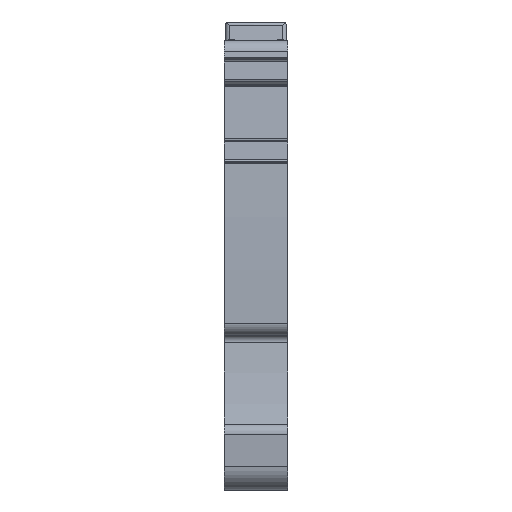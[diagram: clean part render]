
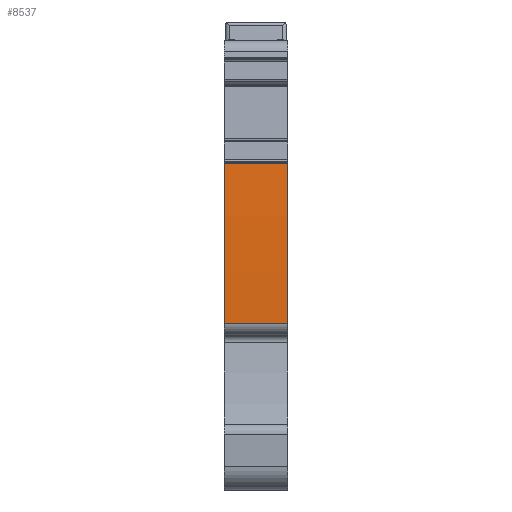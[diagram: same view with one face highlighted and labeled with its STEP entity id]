
A CAD part, front view. The second image highlights one B-rep face of the part: STEP entity #8537.
In plain terms, the highlighted cylindrical face has radius 154.9 mm (diameter 309.8 mm), a partial arc.
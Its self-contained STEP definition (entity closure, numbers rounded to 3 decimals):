
#2129=AXIS2_PLACEMENT_3D('Circle Axis2P3D',#2127,#2128,$) ;
#2136=AXIS2_PLACEMENT_3D('Circle Axis2P3D',#2134,#2135,$) ;
#4717=AXIS2_PLACEMENT_3D('Circle Axis2P3D',#4715,#4716,$) ;
#4724=AXIS2_PLACEMENT_3D('Circle Axis2P3D',#4722,#4723,$) ;
#7956=AXIS2_PLACEMENT_3D('Cylinder Axis2P3D',#7953,#7954,#7955) ;
#2124=CARTESIAN_POINT('Vertex',(5.1,1.761,26.266)) ;
#2127=CARTESIAN_POINT('Axis2P3D Location',(5.1,156.387,17.05)) ;
#2131=CARTESIAN_POINT('Vertex',(5.1,1.528,13.45)) ;
#2134=CARTESIAN_POINT('Axis2P3D Location',(5.1,156.376,17.05)) ;
#2138=CARTESIAN_POINT('Vertex',(5.1,1.529,13.427)) ;
#4712=CARTESIAN_POINT('Vertex',(0.,1.529,13.427)) ;
#4715=CARTESIAN_POINT('Axis2P3D Location',(0.,2.529,13.45)) ;
#4719=CARTESIAN_POINT('Vertex',(0.,1.528,13.45)) ;
#4722=CARTESIAN_POINT('Axis2P3D Location',(0.,156.387,17.05)) ;
#4726=CARTESIAN_POINT('Vertex',(0.,1.761,26.266)) ;
#7953=CARTESIAN_POINT('Axis2P3D Location',(2.55,156.387,17.05)) ;
#8511=CARTESIAN_POINT('Line Origine',(2.55,1.761,26.266)) ;
#8524=CARTESIAN_POINT('Line Origine',(2.55,1.529,13.427)) ;
#2128=DIRECTION('Axis2P3D Direction',(1.,0.,0.)) ;
#2135=DIRECTION('Axis2P3D Direction',(1.,0.,0.)) ;
#4716=DIRECTION('Axis2P3D Direction',(1.,0.,0.)) ;
#4723=DIRECTION('Axis2P3D Direction',(1.,0.,0.)) ;
#7954=DIRECTION('Axis2P3D Direction',(1.,0.,0.)) ;
#7955=DIRECTION('Axis2P3D XDirection',(0.,-0.993,0.118)) ;
#8512=DIRECTION('Vector Direction',(1.,0.,0.)) ;
#8525=DIRECTION('Vector Direction',(1.,0.,0.)) ;
#8513=VECTOR('Line Direction',#8512,1.) ;
#8526=VECTOR('Line Direction',#8525,1.) ;
#8530=ORIENTED_EDGE('',*,*,#4728,.T.) ;
#8531=ORIENTED_EDGE('',*,*,#4721,.T.) ;
#8532=ORIENTED_EDGE('',*,*,#8528,.T.) ;
#8533=ORIENTED_EDGE('',*,*,#2140,.F.) ;
#8534=ORIENTED_EDGE('',*,*,#2133,.F.) ;
#8535=ORIENTED_EDGE('',*,*,#8515,.F.) ;
#8537=ADVANCED_FACE('MLD',(#8536),#7957,.T.) ;
#2130=CIRCLE('generated circle',#2129,154.9) ;
#2137=CIRCLE('generated circle',#2136,154.89) ;
#4718=CIRCLE('generated circle',#4717,1.) ;
#4725=CIRCLE('generated circle',#4724,154.9) ;
#7957=CYLINDRICAL_SURFACE('generated cylinder',#7956,154.9) ;
#2133=EDGE_CURVE('',#2125,#2132,#2130,.T.) ;
#2140=EDGE_CURVE('',#2132,#2139,#2137,.T.) ;
#4721=EDGE_CURVE('',#4720,#4713,#4718,.T.) ;
#4728=EDGE_CURVE('',#4727,#4720,#4725,.T.) ;
#8515=EDGE_CURVE('',#4727,#2125,#8514,.T.) ;
#8528=EDGE_CURVE('',#4713,#2139,#8527,.T.) ;
#8529=EDGE_LOOP('',(#8530,#8531,#8532,#8533,#8534,#8535)) ;
#8536=FACE_OUTER_BOUND('',#8529,.T.) ;
#8514=LINE('Line',#8511,#8513) ;
#8527=LINE('Line',#8524,#8526) ;
#2125=VERTEX_POINT('',#2124) ;
#2132=VERTEX_POINT('',#2131) ;
#2139=VERTEX_POINT('',#2138) ;
#4713=VERTEX_POINT('',#4712) ;
#4720=VERTEX_POINT('',#4719) ;
#4727=VERTEX_POINT('',#4726) ;
